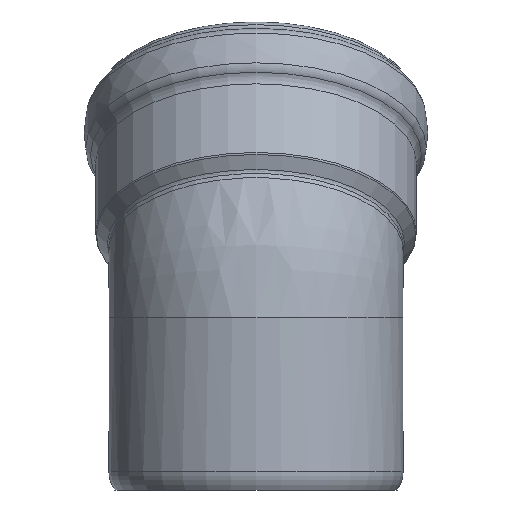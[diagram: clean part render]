
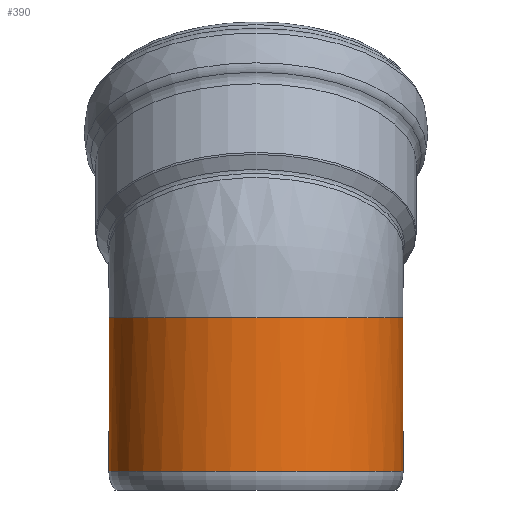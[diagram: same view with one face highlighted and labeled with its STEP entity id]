
A CAD part, left-side view. The second image highlights one B-rep face of the part: STEP entity #390.
In plain terms, the highlighted cylindrical face has radius 55.2 mm (diameter 110.4 mm), a full revolution.
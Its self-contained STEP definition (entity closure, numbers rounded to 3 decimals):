
#23=ELLIPSE('',#413,57.288,55.2);
#34=CYLINDRICAL_SURFACE('',#456,55.2);
#64=FACE_BOUND('',#154,.T.);
#96=FACE_OUTER_BOUND('',#153,.T.);
#153=EDGE_LOOP('',(#340));
#154=EDGE_LOOP('',(#341,#342));
#158=CIRCLE('',#396,55.2);
#167=CIRCLE('',#414,55.2);
#191=VERTEX_POINT('',#592);
#202=VERTEX_POINT('',#666);
#203=VERTEX_POINT('',#674);
#226=EDGE_CURVE('',#191,#191,#158,.T.);
#239=EDGE_CURVE('',#202,#203,#23,.T.);
#241=EDGE_CURVE('',#203,#202,#167,.T.);
#340=ORIENTED_EDGE('',*,*,#226,.T.);
#341=ORIENTED_EDGE('',*,*,#239,.F.);
#342=ORIENTED_EDGE('',*,*,#241,.F.);
#390=ADVANCED_FACE('',(#96,#64),#34,.T.);
#396=AXIS2_PLACEMENT_3D('',#593,#464,#465);
#413=AXIS2_PLACEMENT_3D('',#675,#498,#499);
#414=AXIS2_PLACEMENT_3D('',#710,#500,#501);
#456=AXIS2_PLACEMENT_3D('',#830,#584,#585);
#464=DIRECTION('center_axis',(0.,0.,1.));
#465=DIRECTION('ref_axis',(-1.,0.,0.));
#498=DIRECTION('center_axis',(0.268,0.,0.964));
#499=DIRECTION('ref_axis',(0.964,0.,-0.268));
#500=DIRECTION('center_axis',(0.,0.,1.));
#501=DIRECTION('ref_axis',(-1.,0.,0.));
#584=DIRECTION('center_axis',(0.,0.,1.));
#585=DIRECTION('ref_axis',(-1.,0.,0.));
#592=CARTESIAN_POINT('',(-55.2,0.,7.));
#593=CARTESIAN_POINT('Origin',(0.,0.,7.));
#666=CARTESIAN_POINT('',(48.155,-26.984,64.629));
#674=CARTESIAN_POINT('',(48.155,26.984,64.629));
#675=CARTESIAN_POINT('Origin',(0.,0.,78.));
#710=CARTESIAN_POINT('Origin',(0.,0.,64.629));
#830=CARTESIAN_POINT('Origin',(0.,0.,0.));
